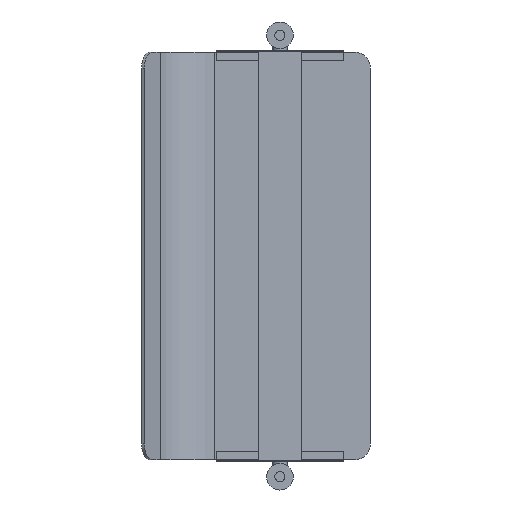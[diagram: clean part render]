
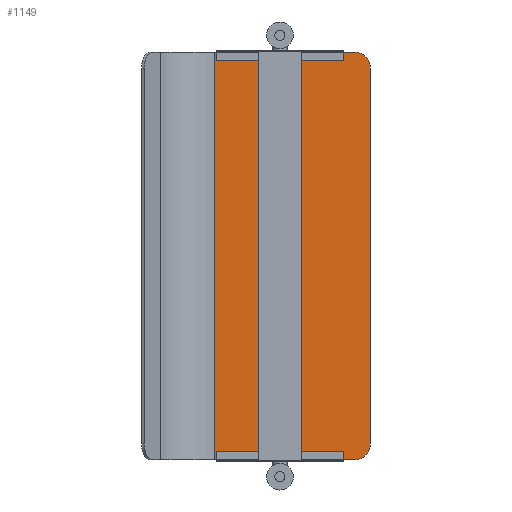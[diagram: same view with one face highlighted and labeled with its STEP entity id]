
A CAD part, front view. The second image highlights one B-rep face of the part: STEP entity #1149.
In plain terms, the highlighted planar face has unit normal (0, -1, 0).
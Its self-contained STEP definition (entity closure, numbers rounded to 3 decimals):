
#76=PLANE('',#1284);
#140=FACE_OUTER_BOUND('',#211,.T.);
#211=EDGE_LOOP('',(#1023,#1024,#1025,#1026,#1027,#1028));
#316=LINE('',#1991,#425);
#317=LINE('',#1995,#426);
#318=LINE('',#1997,#427);
#319=LINE('',#1998,#428);
#425=VECTOR('',#1599,10.);
#426=VECTOR('',#1602,10.);
#427=VECTOR('',#1603,10.);
#428=VECTOR('',#1604,10.);
#478=CIRCLE('',#1282,30.);
#480=CIRCLE('',#1285,30.);
#582=VERTEX_POINT('',#1981);
#583=VERTEX_POINT('',#1982);
#586=VERTEX_POINT('',#1990);
#587=VERTEX_POINT('',#1992);
#588=VERTEX_POINT('',#1994);
#589=VERTEX_POINT('',#1996);
#732=EDGE_CURVE('',#582,#583,#478,.T.);
#736=EDGE_CURVE('',#586,#582,#316,.T.);
#737=EDGE_CURVE('',#587,#586,#480,.T.);
#738=EDGE_CURVE('',#587,#588,#317,.T.);
#739=EDGE_CURVE('',#588,#589,#318,.T.);
#740=EDGE_CURVE('',#583,#589,#319,.T.);
#1023=ORIENTED_EDGE('',*,*,#732,.F.);
#1024=ORIENTED_EDGE('',*,*,#736,.F.);
#1025=ORIENTED_EDGE('',*,*,#737,.F.);
#1026=ORIENTED_EDGE('',*,*,#738,.T.);
#1027=ORIENTED_EDGE('',*,*,#739,.T.);
#1028=ORIENTED_EDGE('',*,*,#740,.F.);
#1149=ADVANCED_FACE('',(#140),#76,.T.);
#1282=AXIS2_PLACEMENT_3D('',#1983,#1591,#1592);
#1284=AXIS2_PLACEMENT_3D('',#1989,#1597,#1598);
#1285=AXIS2_PLACEMENT_3D('',#1993,#1600,#1601);
#1591=DIRECTION('center_axis',(0.,1.,0.));
#1592=DIRECTION('ref_axis',(0.707,0.,-0.707));
#1597=DIRECTION('center_axis',(0.,-1.,0.));
#1598=DIRECTION('ref_axis',(-1.,0.,0.));
#1599=DIRECTION('',(0.,0.,-1.));
#1600=DIRECTION('center_axis',(0.,1.,0.));
#1601=DIRECTION('ref_axis',(0.707,0.,0.707));
#1602=DIRECTION('',(-1.,0.,0.));
#1603=DIRECTION('',(0.,0.,-1.));
#1604=DIRECTION('',(-1.,0.,0.));
#1981=CARTESIAN_POINT('',(170.,444.,-353.5));
#1982=CARTESIAN_POINT('',(140.,444.,-383.5));
#1983=CARTESIAN_POINT('Origin',(140.,444.,-353.5));
#1989=CARTESIAN_POINT('Origin',(170.,444.,383.5));
#1990=CARTESIAN_POINT('',(170.,444.,353.5));
#1991=CARTESIAN_POINT('',(170.,444.,383.5));
#1992=CARTESIAN_POINT('',(140.,444.,383.5));
#1993=CARTESIAN_POINT('Origin',(140.,444.,353.5));
#1994=CARTESIAN_POINT('',(-123.,444.,383.5));
#1995=CARTESIAN_POINT('',(170.,444.,383.5));
#1996=CARTESIAN_POINT('',(-123.,444.,-383.5));
#1997=CARTESIAN_POINT('',(-123.,444.,383.5));
#1998=CARTESIAN_POINT('',(62.5,444.,-383.5));
